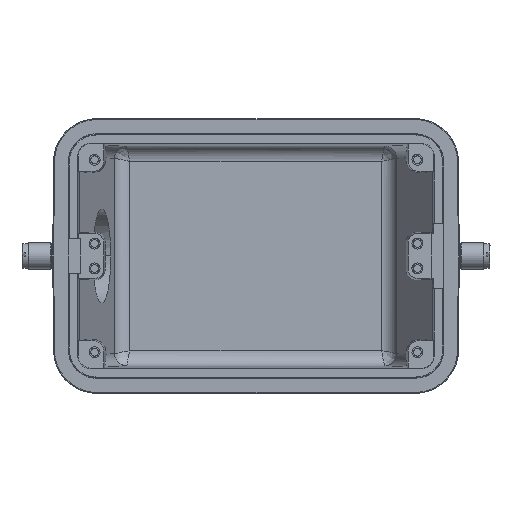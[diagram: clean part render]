
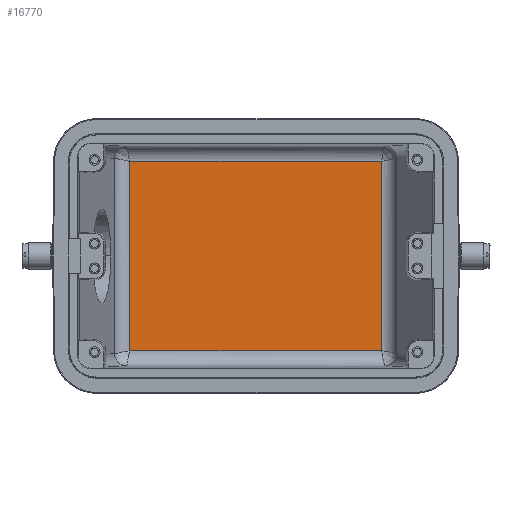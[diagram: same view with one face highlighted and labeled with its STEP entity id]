
A CAD part, front view. The second image highlights one B-rep face of the part: STEP entity #16770.
In plain terms, the highlighted planar face has unit normal (0, -1, 0).
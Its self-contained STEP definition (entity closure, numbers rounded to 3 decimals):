
#2532 = PLANE ( 'NONE',  #8419 ) ;
#2533 = CARTESIAN_POINT ( 'NONE',  ( 44.554, 90., -36.3 ) ) ;
#2534 = DIRECTION ( 'NONE',  ( 0., 1., 0. ) ) ;
#2535 = DIRECTION ( 'NONE',  ( 0., 0., 1. ) ) ;
#3647 = CARTESIAN_POINT ( 'NONE',  ( -40.687, 90., -30.488 ) ) ;
#3654 = CARTESIAN_POINT ( 'NONE',  ( 40.433, 90., -30.488 ) ) ;
#3683 = CARTESIAN_POINT ( 'NONE',  ( -40.687, 90., 30.488 ) ) ;
#3703 = CARTESIAN_POINT ( 'NONE',  ( 40.433, 90., 30.488 ) ) ;
#6224 = EDGE_CURVE ( 'NONE', #11871, #11878, #17328, .T. ) ;
#6274 = EDGE_CURVE ( 'NONE', #11871, #11907, #6758, .T. ) ;
#6758 = LINE ( 'NONE', #6759, #19585 ) ;
#6759 = CARTESIAN_POINT ( 'NONE',  ( -40.687, 90., -36.3 ) ) ;
#6760 = DIRECTION ( 'NONE',  ( 0., 0., 1. ) ) ;
#8419 = AXIS2_PLACEMENT_3D ( 'NONE', #2533, #2534, #2535 ) ;
#8420 = FACE_OUTER_BOUND ( 'NONE', #21114, .T. ) ;
#11871 = VERTEX_POINT ( 'NONE', #3647 ) ;
#11878 = VERTEX_POINT ( 'NONE', #3654 ) ;
#11907 = VERTEX_POINT ( 'NONE', #3683 ) ;
#11927 = VERTEX_POINT ( 'NONE', #3703 ) ;
#12871 = LINE ( 'NONE', #12872, #19447 ) ;
#12872 = CARTESIAN_POINT ( 'NONE',  ( 40.433, 90., -36.3 ) ) ;
#12873 = DIRECTION ( 'NONE',  ( 0., 0., -1. ) ) ;
#14156 = ORIENTED_EDGE ( 'NONE', *, *, #6274, .F. ) ;
#14157 = ORIENTED_EDGE ( 'NONE', *, *, #6224, .T. ) ;
#14159 = ORIENTED_EDGE ( 'NONE', *, *, #14753, .F. ) ;
#14206 = ORIENTED_EDGE ( 'NONE', *, *, #14269, .F. ) ;
#14269 = EDGE_CURVE ( 'NONE', #11927, #11878, #12871, .T. ) ;
#14753 = EDGE_CURVE ( 'NONE', #11907, #11927, #16269, .T. ) ;
#16269 = LINE ( 'NONE', #16270, #19335 ) ;
#16270 = CARTESIAN_POINT ( 'NONE',  ( 44.554, 90., 30.488 ) ) ;
#16271 = DIRECTION ( 'NONE',  ( 1., 0., 0. ) ) ;
#16770 = ADVANCED_FACE ( 'NONE', ( #8420 ), #2532, .F. ) ;
#17328 = LINE ( 'NONE', #17329, #19678 ) ;
#17329 = CARTESIAN_POINT ( 'NONE',  ( 57.796, 90., -30.488 ) ) ;
#17330 = DIRECTION ( 'NONE',  ( 1., 0., 0. ) ) ;
#19335 = VECTOR ( 'NONE', #16271, 1000. ) ;
#19447 = VECTOR ( 'NONE', #12873, 1000. ) ;
#19585 = VECTOR ( 'NONE', #6760, 1000. ) ;
#19678 = VECTOR ( 'NONE', #17330, 1000. ) ;
#21114 = EDGE_LOOP ( 'NONE', ( #14159, #14156, #14157, #14206 ) ) ;
